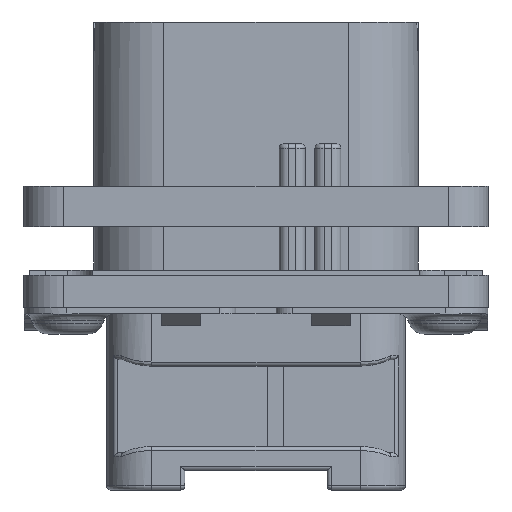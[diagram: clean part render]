
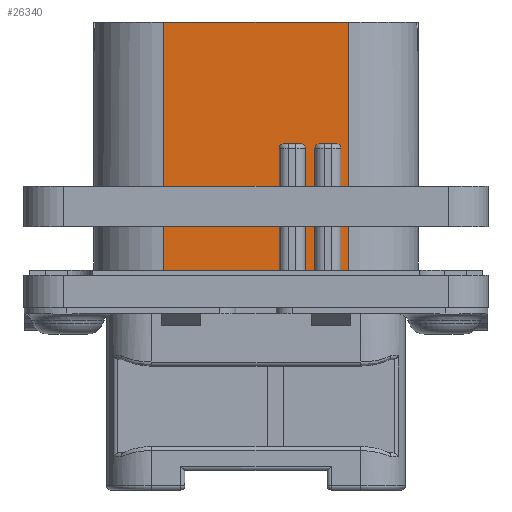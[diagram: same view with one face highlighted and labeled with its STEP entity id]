
A CAD part, front view. The second image highlights one B-rep face of the part: STEP entity #26340.
In plain terms, the highlighted planar face has unit normal (0, -1, 0).
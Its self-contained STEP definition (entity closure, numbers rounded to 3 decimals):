
#1218=DIRECTION('',(1.,0.,0.));
#1219=VECTOR('',#1218,11.4);
#1220=CARTESIAN_POINT('',(-5.7,-9.,17.67));
#1221=LINE('',#1220,#1219);
#1397=DIRECTION('',(0.,0.,1.));
#1398=VECTOR('',#1397,7.87);
#1399=CARTESIAN_POINT('',(3.04,-9.,2.));
#1400=LINE('',#1399,#1398);
#1401=DIRECTION('',(1.,0.,0.));
#1402=VECTOR('',#1401,1.1);
#1403=CARTESIAN_POINT('',(1.69,-9.,10.12));
#1404=LINE('',#1403,#1402);
#1405=DIRECTION('',(0.,0.,1.));
#1406=VECTOR('',#1405,7.87);
#1407=CARTESIAN_POINT('',(1.44,-9.,2.));
#1408=LINE('',#1407,#1406);
#1409=DIRECTION('',(0.,0.,-1.));
#1410=VECTOR('',#1409,15.67);
#1411=CARTESIAN_POINT('',(-5.7,-9.,17.67));
#1412=LINE('',#1411,#1410);
#1413=DIRECTION('',(0.,0.,-1.));
#1414=VECTOR('',#1413,15.67);
#1415=CARTESIAN_POINT('',(5.7,-9.,17.67));
#1416=LINE('',#1415,#1414);
#1417=DIRECTION('',(0.,0.,1.));
#1418=VECTOR('',#1417,7.87);
#1419=CARTESIAN_POINT('',(5.25,-9.,2.));
#1420=LINE('',#1419,#1418);
#1421=DIRECTION('',(1.,0.,0.));
#1422=VECTOR('',#1421,1.1);
#1423=CARTESIAN_POINT('',(3.9,-9.,10.12));
#1424=LINE('',#1423,#1422);
#1425=DIRECTION('',(0.,0.,1.));
#1426=VECTOR('',#1425,7.87);
#1427=CARTESIAN_POINT('',(3.65,-9.,2.));
#1428=LINE('',#1427,#1426);
#1449=DIRECTION('',(1.,0.,0.));
#1450=VECTOR('',#1449,0.61);
#1451=CARTESIAN_POINT('',(3.04,-9.,2.));
#1452=LINE('',#1451,#1450);
#1461=CARTESIAN_POINT('',(3.9,-9.,9.87));
#1462=DIRECTION('',(0.,1.,0.));
#1463=DIRECTION('',(-1.,0.,0.));
#1464=AXIS2_PLACEMENT_3D('',#1461,#1462,#1463);
#1488=CARTESIAN_POINT('',(5.,-9.,9.87));
#1489=DIRECTION('',(0.,1.,0.));
#1490=DIRECTION('',(0.,0.,1.));
#1491=AXIS2_PLACEMENT_3D('',#1488,#1489,#1490);
#1536=DIRECTION('',(1.,0.,0.));
#1537=VECTOR('',#1536,0.45);
#1538=CARTESIAN_POINT('',(5.25,-9.,2.));
#1539=LINE('',#1538,#1537);
#1634=DIRECTION('',(1.,0.,0.));
#1635=VECTOR('',#1634,7.14);
#1636=CARTESIAN_POINT('',(-5.7,-9.,2.));
#1637=LINE('',#1636,#1635);
#1646=CARTESIAN_POINT('',(1.69,-9.,9.87));
#1647=DIRECTION('',(0.,1.,0.));
#1648=DIRECTION('',(-1.,0.,0.));
#1649=AXIS2_PLACEMENT_3D('',#1646,#1647,#1648);
#1673=CARTESIAN_POINT('',(2.79,-9.,9.87));
#1674=DIRECTION('',(0.,1.,0.));
#1675=DIRECTION('',(0.,0.,1.));
#1676=AXIS2_PLACEMENT_3D('',#1673,#1674,#1675);
#20981=CARTESIAN_POINT('',(-5.7,-9.,17.67));
#20982=CARTESIAN_POINT('',(-5.7,-9.,2.));
#20983=VERTEX_POINT('',#20981);
#20984=VERTEX_POINT('',#20982);
#20985=CARTESIAN_POINT('',(5.7,-9.,17.67));
#20986=CARTESIAN_POINT('',(5.7,-9.,2.));
#20987=VERTEX_POINT('',#20985);
#20988=VERTEX_POINT('',#20986);
#22962=CARTESIAN_POINT('',(1.44,-9.,2.));
#22963=VERTEX_POINT('',#22962);
#22964=CARTESIAN_POINT('',(3.04,-9.,2.));
#22965=CARTESIAN_POINT('',(3.65,-9.,2.));
#22966=VERTEX_POINT('',#22964);
#22967=VERTEX_POINT('',#22965);
#22968=CARTESIAN_POINT('',(5.25,-9.,2.));
#22969=VERTEX_POINT('',#22968);
#23010=CARTESIAN_POINT('',(1.44,-9.,9.87));
#23011=VERTEX_POINT('',#23010);
#23012=CARTESIAN_POINT('',(3.04,-9.,9.87));
#23013=VERTEX_POINT('',#23012);
#23014=CARTESIAN_POINT('',(3.65,-9.,9.87));
#23015=VERTEX_POINT('',#23014);
#23016=CARTESIAN_POINT('',(5.25,-9.,9.87));
#23017=VERTEX_POINT('',#23016);
#23066=CARTESIAN_POINT('',(1.69,-9.,10.12));
#23067=VERTEX_POINT('',#23066);
#23068=CARTESIAN_POINT('',(2.79,-9.,10.12));
#23069=VERTEX_POINT('',#23068);
#23070=CARTESIAN_POINT('',(3.9,-9.,10.12));
#23071=VERTEX_POINT('',#23070);
#23072=CARTESIAN_POINT('',(5.,-9.,10.12));
#23073=VERTEX_POINT('',#23072);
#26303=CARTESIAN_POINT('',(-10.05,-9.,2.));
#26304=DIRECTION('',(0.,-1.,0.));
#26305=DIRECTION('',(1.,0.,0.));
#26306=AXIS2_PLACEMENT_3D('',#26303,#26304,#26305);
#26307=PLANE('',#26306);
#26309=ORIENTED_EDGE('',*,*,#26308,.T.);
#26311=ORIENTED_EDGE('',*,*,#26310,.F.);
#26313=ORIENTED_EDGE('',*,*,#26312,.F.);
#26315=ORIENTED_EDGE('',*,*,#26314,.F.);
#26317=ORIENTED_EDGE('',*,*,#26316,.F.);
#26319=ORIENTED_EDGE('',*,*,#26318,.F.);
#26321=ORIENTED_EDGE('',*,*,#26320,.F.);
#26322=ORIENTED_EDGE('',*,*,#26190,.T.);
#26323=ORIENTED_EDGE('',*,*,#26100,.T.);
#26325=ORIENTED_EDGE('',*,*,#26324,.F.);
#26327=ORIENTED_EDGE('',*,*,#26326,.T.);
#26329=ORIENTED_EDGE('',*,*,#26328,.F.);
#26331=ORIENTED_EDGE('',*,*,#26330,.F.);
#26333=ORIENTED_EDGE('',*,*,#26332,.F.);
#26335=ORIENTED_EDGE('',*,*,#26334,.F.);
#26337=ORIENTED_EDGE('',*,*,#26336,.F.);
#26338=EDGE_LOOP('',(#26309,#26311,#26313,#26315,#26317,#26319,#26321,#26322,
#26323,#26325,#26327,#26329,#26331,#26333,#26335,#26337));
#26339=FACE_OUTER_BOUND('',#26338,.F.);
#26340=ADVANCED_FACE('',(#26339),#26307,.T.);
#1465=CIRCLE('',#1464,0.25);
#1492=CIRCLE('',#1491,0.25);
#1650=CIRCLE('',#1649,0.25);
#1677=CIRCLE('',#1676,0.25);
#26100=EDGE_CURVE('',#20987,#20988,#1416,.T.);
#26190=EDGE_CURVE('',#20983,#20987,#1221,.T.);
#26308=EDGE_CURVE('',#22966,#23013,#1400,.T.);
#26310=EDGE_CURVE('',#23069,#23013,#1677,.T.);
#26312=EDGE_CURVE('',#23067,#23069,#1404,.T.);
#26314=EDGE_CURVE('',#23011,#23067,#1650,.T.);
#26316=EDGE_CURVE('',#22963,#23011,#1408,.T.);
#26318=EDGE_CURVE('',#20984,#22963,#1637,.T.);
#26320=EDGE_CURVE('',#20983,#20984,#1412,.T.);
#26324=EDGE_CURVE('',#22969,#20988,#1539,.T.);
#26326=EDGE_CURVE('',#22969,#23017,#1420,.T.);
#26328=EDGE_CURVE('',#23073,#23017,#1492,.T.);
#26330=EDGE_CURVE('',#23071,#23073,#1424,.T.);
#26332=EDGE_CURVE('',#23015,#23071,#1465,.T.);
#26334=EDGE_CURVE('',#22967,#23015,#1428,.T.);
#26336=EDGE_CURVE('',#22966,#22967,#1452,.T.);
